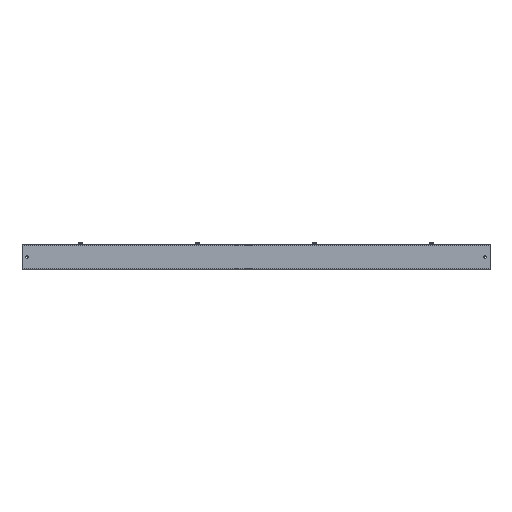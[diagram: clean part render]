
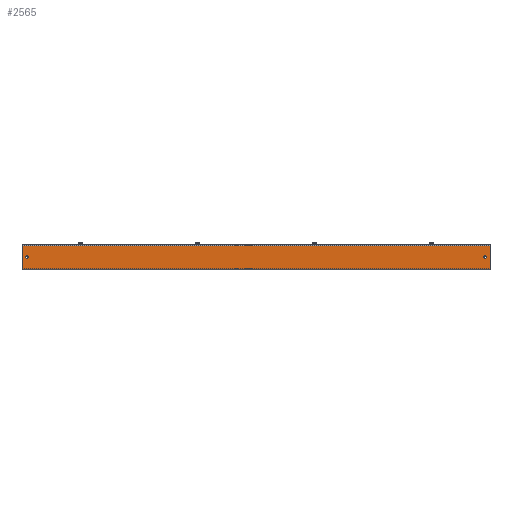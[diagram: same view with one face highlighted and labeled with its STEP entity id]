
A CAD part, left-side view. The second image highlights one B-rep face of the part: STEP entity #2565.
In plain terms, the highlighted planar face has unit normal (-1, 0, 0).
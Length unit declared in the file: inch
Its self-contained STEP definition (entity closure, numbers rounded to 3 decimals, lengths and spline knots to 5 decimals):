
#178 = ORIENTED_EDGE ( 'NONE', *, *, #6301, .T. ) ;
#409 = EDGE_CURVE ( 'NONE', #4235, #915, #6279, .T. ) ;
#446 = ORIENTED_EDGE ( 'NONE', *, *, #4395, .F. ) ;
#484 = VECTOR ( 'NONE', #2239, 39.37008 ) ;
#690 = VERTEX_POINT ( 'NONE', #6212 ) ;
#870 = LINE ( 'NONE', #4132, #4783 ) ;
#915 = VERTEX_POINT ( 'NONE', #4813 ) ;
#1189 = ORIENTED_EDGE ( 'NONE', *, *, #2286, .T. ) ;
#1205 = AXIS2_PLACEMENT_3D ( 'NONE', #7013, #4481, #7827 ) ;
#1346 = EDGE_CURVE ( 'NONE', #4456, #2547, #4104, .T. ) ;
#1390 = ORIENTED_EDGE ( 'NONE', *, *, #2993, .T. ) ;
#1554 = CIRCLE ( 'NONE', #4261, 0.133 ) ;
#1740 = EDGE_CURVE ( 'NONE', #8965, #3485, #4419, .T. ) ;
#1760 = CARTESIAN_POINT ( 'NONE',  ( -1.307, -23.5, 1.2785 ) ) ;
#1904 = CARTESIAN_POINT ( 'NONE',  ( -1.307, -23.5, 1.1455 ) ) ;
#1952 = CARTESIAN_POINT ( 'NONE',  ( -1.307, -24., 0.057 ) ) ;
#2239 = DIRECTION ( 'NONE',  ( 0., 0., -1. ) ) ;
#2286 = EDGE_CURVE ( 'NONE', #7037, #4235, #870, .T. ) ;
#2547 = VERTEX_POINT ( 'NONE', #9412 ) ;
#2565 = ADVANCED_FACE ( 'NONE', ( #6063, #2627, #4334 ), #7731, .T. ) ;
#2566 = CIRCLE ( 'NONE', #1205, 0.133 ) ;
#2627 = FACE_BOUND ( 'NONE', #6411, .T. ) ;
#2838 = EDGE_LOOP ( 'NONE', ( #7867, #7524 ) ) ;
#2993 = EDGE_CURVE ( 'NONE', #2547, #4456, #2566, .T. ) ;
#3485 = VERTEX_POINT ( 'NONE', #4278 ) ;
#3496 = LINE ( 'NONE', #1952, #5356 ) ;
#3887 = EDGE_CURVE ( 'NONE', #3485, #8965, #1554, .T. ) ;
#3929 = VECTOR ( 'NONE', #9584, 39.37008 ) ;
#4104 = CIRCLE ( 'NONE', #7012, 0.133 ) ;
#4132 = CARTESIAN_POINT ( 'NONE',  ( -1.307, 24., 2.471 ) ) ;
#4235 = VERTEX_POINT ( 'NONE', #7764 ) ;
#4261 = AXIS2_PLACEMENT_3D ( 'NONE', #8752, #4540, #7830 ) ;
#4278 = CARTESIAN_POINT ( 'NONE',  ( -1.307, 23.5, 1.4115 ) ) ;
#4334 = FACE_BOUND ( 'NONE', #2838, .T. ) ;
#4395 = EDGE_CURVE ( 'NONE', #690, #915, #5531, .T. ) ;
#4419 = CIRCLE ( 'NONE', #8566, 0.133 ) ;
#4456 = VERTEX_POINT ( 'NONE', #1904 ) ;
#4481 = DIRECTION ( 'NONE',  ( 1., 0., 0. ) ) ;
#4540 = DIRECTION ( 'NONE',  ( 1., 0., 0. ) ) ;
#4783 = VECTOR ( 'NONE', #8514, 39.37008 ) ;
#4813 = CARTESIAN_POINT ( 'NONE',  ( -1.307, 24., 0.086 ) ) ;
#4925 = DIRECTION ( 'NONE',  ( 1., 0., 0. ) ) ;
#5036 = DIRECTION ( 'NONE',  ( 0., 0., 1. ) ) ;
#5235 = DIRECTION ( 'NONE',  ( 0., 0., 1. ) ) ;
#5356 = VECTOR ( 'NONE', #5235, 39.37008 ) ;
#5479 = CARTESIAN_POINT ( 'NONE',  ( -1.307, -24., 0.086 ) ) ;
#5531 = LINE ( 'NONE', #5479, #3929 ) ;
#5992 = AXIS2_PLACEMENT_3D ( 'NONE', #9308, #6107, #8544 ) ;
#6063 = FACE_OUTER_BOUND ( 'NONE', #9034, .T. ) ;
#6107 = DIRECTION ( 'NONE',  ( -1., 0., 0. ) ) ;
#6212 = CARTESIAN_POINT ( 'NONE',  ( -1.307, -24., 0.086 ) ) ;
#6279 = LINE ( 'NONE', #6328, #484 ) ;
#6301 = EDGE_CURVE ( 'NONE', #690, #7037, #3496, .T. ) ;
#6328 = CARTESIAN_POINT ( 'NONE',  ( -1.307, 24., 0.057 ) ) ;
#6411 = EDGE_LOOP ( 'NONE', ( #1390, #7450 ) ) ;
#6577 = DIRECTION ( 'NONE',  ( 0., 0., 1. ) ) ;
#7012 = AXIS2_PLACEMENT_3D ( 'NONE', #1760, #4925, #5036 ) ;
#7013 = CARTESIAN_POINT ( 'NONE',  ( -1.307, -23.5, 1.2785 ) ) ;
#7037 = VERTEX_POINT ( 'NONE', #9403 ) ;
#7450 = ORIENTED_EDGE ( 'NONE', *, *, #1346, .T. ) ;
#7524 = ORIENTED_EDGE ( 'NONE', *, *, #1740, .T. ) ;
#7547 = CARTESIAN_POINT ( 'NONE',  ( -1.307, 23.5, 1.2785 ) ) ;
#7731 = PLANE ( 'NONE',  #5992 ) ;
#7764 = CARTESIAN_POINT ( 'NONE',  ( -1.307, 24., 2.471 ) ) ;
#7827 = DIRECTION ( 'NONE',  ( 0., 0., 1. ) ) ;
#7830 = DIRECTION ( 'NONE',  ( 0., 0., 1. ) ) ;
#7867 = ORIENTED_EDGE ( 'NONE', *, *, #3887, .T. ) ;
#8231 = CARTESIAN_POINT ( 'NONE',  ( -1.307, 23.5, 1.1455 ) ) ;
#8514 = DIRECTION ( 'NONE',  ( 0., 1., 0. ) ) ;
#8544 = DIRECTION ( 'NONE',  ( 0., 0., 1. ) ) ;
#8566 = AXIS2_PLACEMENT_3D ( 'NONE', #7547, #10639, #6577 ) ;
#8752 = CARTESIAN_POINT ( 'NONE',  ( -1.307, 23.5, 1.2785 ) ) ;
#8965 = VERTEX_POINT ( 'NONE', #8231 ) ;
#9034 = EDGE_LOOP ( 'NONE', ( #9097, #446, #178, #1189 ) ) ;
#9097 = ORIENTED_EDGE ( 'NONE', *, *, #409, .T. ) ;
#9308 = CARTESIAN_POINT ( 'NONE',  ( -1.307, 24., 0.047 ) ) ;
#9403 = CARTESIAN_POINT ( 'NONE',  ( -1.307, -24., 2.471 ) ) ;
#9412 = CARTESIAN_POINT ( 'NONE',  ( -1.307, -23.5, 1.4115 ) ) ;
#9584 = DIRECTION ( 'NONE',  ( 0., 1., 0. ) ) ;
#10639 = DIRECTION ( 'NONE',  ( 1., 0., 0. ) ) ;
